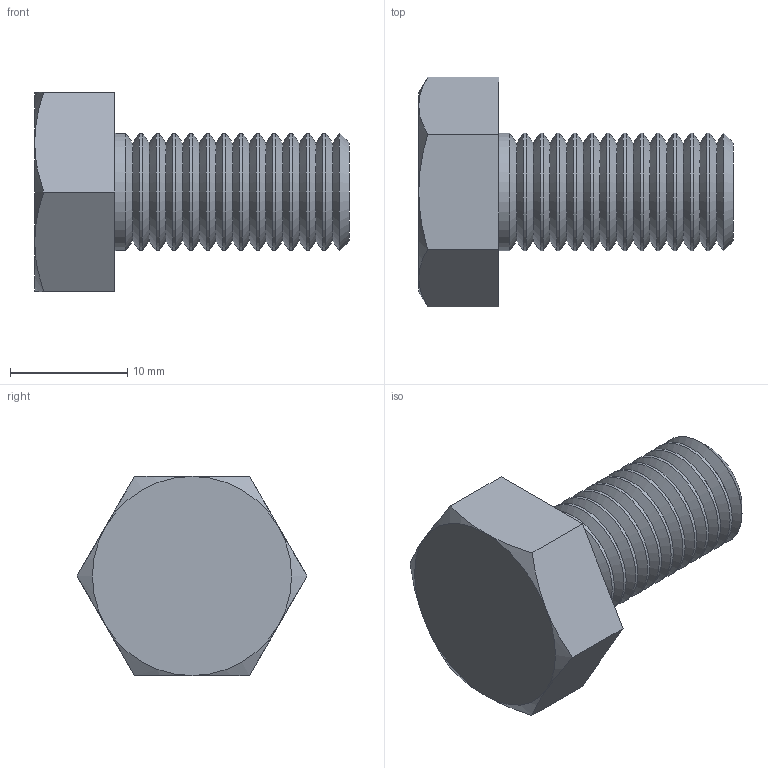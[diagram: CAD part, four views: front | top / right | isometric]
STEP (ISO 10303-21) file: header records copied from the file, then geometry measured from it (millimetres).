
FILE_DESCRIPTION (( 'STEP AP203' ), '1' );
FILE_NAME ('CLP1M-B-10-20 Áîëò øåñòèãðàííûé Ì10õ20.STEP', '2016-02-10T12:52:23', ( '' ), ( '' ), 'SwSTEP 2.0', 'SolidWorks 2014', '' );
FILE_SCHEMA (( 'CONFIG_CONTROL_DESIGN' ));
Length unit declared in the file: millimetre
Products named in the file (1): CLP1M-B-10-20 Áîëò øåñòèãðàííûé Ì10õ20
Bounding box: 26.85 x 19.63 x 17 mm (x, y, z)
Volume: 3084.5 mm3; surface area: 1788.1 mm2
Topology: 1 solids, 1 shells, 56 faces, 115 edges, 62 vertices
Faces by surface type: cone 33, cylinder 14, plane 9
Full cylindrical faces by diameter (mm): 10 x14
Entity records: 1337 total; most frequent: CARTESIAN_POINT 261, DIRECTION 222, ORIENTED_EDGE 144, AXIS2_PLACEMENT_3D 105, EDGE_LOOP 98, EDGE_CURVE 72, FACE_OUTER_BOUND 70, VERTEX_POINT 60
